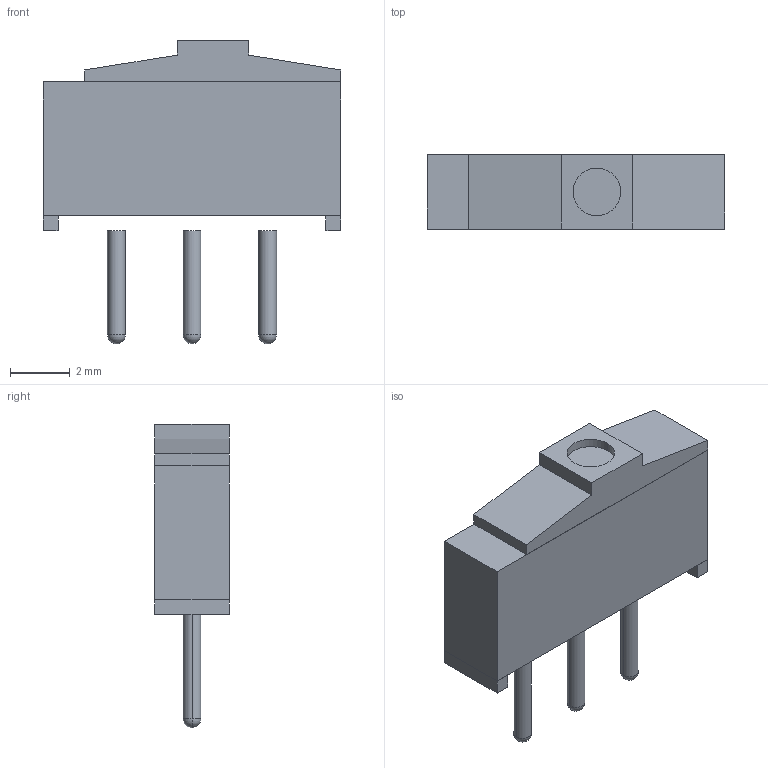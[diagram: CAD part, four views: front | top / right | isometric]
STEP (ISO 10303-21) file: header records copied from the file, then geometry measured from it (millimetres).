
FILE_DESCRIPTION((''),'2;1');
FILE_NAME('SW_EAO_09.03290.01.stp','2010-08-30T17:47:48',(''),(''),'Mechanical Desktop 2010','Mechanical Desktop 2010',', , ');
FILE_SCHEMA(('CONFIG_CONTROL_DESIGN'));
Length unit declared in the file: millimetre
Products named in the file (1): Product
Bounding box: 10 x 2.5 x 10.2 mm (x, y, z)
Volume: 134.8 mm3; surface area: 259.8 mm2
Topology: 7 solids, 7 shells, 46 faces, 96 edges, 59 vertices
Faces by surface type: plane 32, cylinder 8, sphere 6
Entity records: 1255 total; most frequent: DIRECTION 206, CARTESIAN_POINT 196, ORIENTED_EDGE 180, EDGE_CURVE 90, AXIS2_PLACEMENT_3D 69, VECTOR 68, LINE 68, VERTEX_POINT 59
